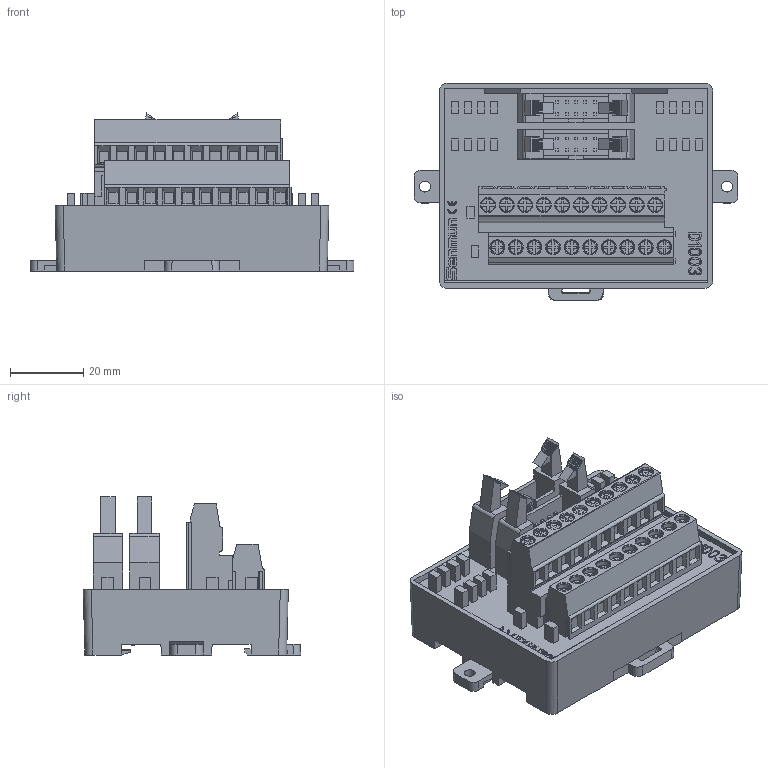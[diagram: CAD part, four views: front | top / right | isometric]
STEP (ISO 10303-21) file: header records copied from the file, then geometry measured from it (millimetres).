
FILE_DESCRIPTION(/* description */ (''),/* implementation_level */ '2;1');
FILE_NAME(/* name */ 'D1003 2D_dwg.stp',/* time_stamp */ '2024-08-08T19:10:36+08:00',/* author */ (''),/* organization */ (''),/* preprocessor_version */ 'ST-DEVELOPER v14',/* originating_system */ 'SIEMENS PLM Software NX 8.0',/* authorisation */ '');
FILE_SCHEMA (('AUTOMOTIVE_DESIGN { 1 0 10303 214 3 1 1 1 }'));
Length unit declared in the file: millimetre
Products named in the file (1): Admi3C40ABB3vmf0
Bounding box: 88.6 x 59.51 x 43.25 mm (x, y, z)
Volume: 85521.5 mm3; surface area: 29422.4 mm2
Topology: 3 solids, 23 shells, 1634 faces, 4264 edges, 2800 vertices
Faces by surface type: plane 1379, cylinder 125, torus 66, cone 50, extrusion 12, bspline 2
Full cylindrical faces by diameter (mm): 3 x2, 4.1 x14, 4.13 x14
Entity records: 52376 total; most frequent: CARTESIAN_POINT 11319, ORIENTED_EDGE 8390, DIRECTION 7515, EDGE_CURVE 4195, VECTOR 3593, LINE 3581, VERTEX_POINT 2779, AXIS2_PLACEMENT_3D 1961
